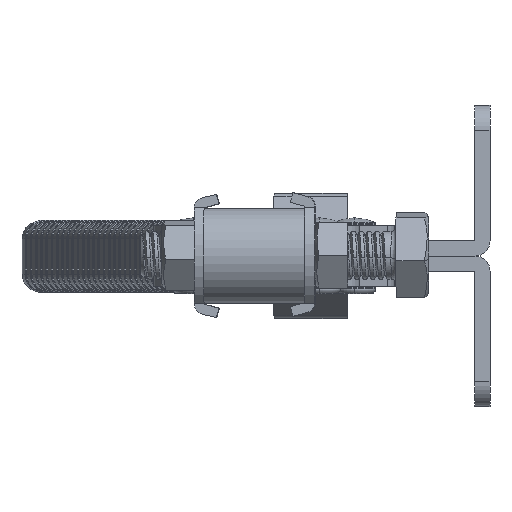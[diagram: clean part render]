
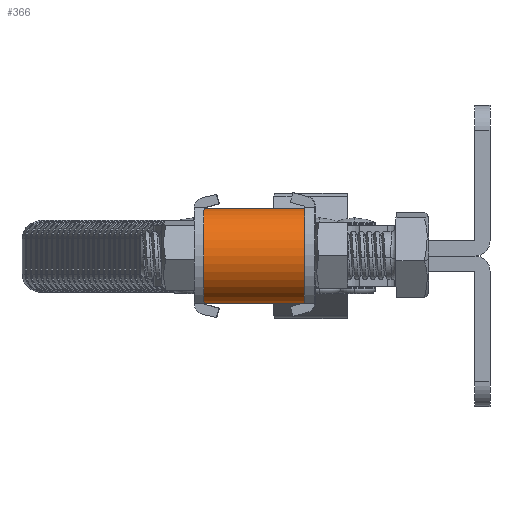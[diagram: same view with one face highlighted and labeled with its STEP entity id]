
A CAD part, left-side view. The second image highlights one B-rep face of the part: STEP entity #366.
In plain terms, the highlighted cylindrical face has radius 9.5 mm (diameter 19 mm), a partial arc.
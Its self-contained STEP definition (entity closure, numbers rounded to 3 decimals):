
#366 = ADVANCED_FACE ( 'NONE', ( #36037 ), #35036, .T. ) ;
#432 = DIRECTION ( 'NONE',  ( -1., 0., 0. ) ) ;
#874 = VERTEX_POINT ( 'NONE', #17894 ) ;
#2384 = AXIS2_PLACEMENT_3D ( 'NONE', #16450, #38341, #19617 ) ;
#2391 = VERTEX_POINT ( 'NONE', #36110 ) ;
#4463 = ORIENTED_EDGE ( 'NONE', *, *, #28846, .T. ) ;
#6176 = CARTESIAN_POINT ( 'NONE',  ( -4803.543, 1222.48, 9.5 ) ) ;
#6386 = CARTESIAN_POINT ( 'NONE',  ( -4803.543, 1232.98, 0. ) ) ;
#9468 = VECTOR ( 'NONE', #16791, 1000. ) ;
#9613 = EDGE_LOOP ( 'NONE', ( #4463, #23843, #35692, #14800 ) ) ;
#10434 = LINE ( 'NONE', #18013, #25109 ) ;
#13659 = CARTESIAN_POINT ( 'NONE',  ( -4803.543, 1222.48, 0. ) ) ;
#13939 = VERTEX_POINT ( 'NONE', #6386 ) ;
#14686 = CIRCLE ( 'NONE', #25829, 9.5 ) ;
#14800 = ORIENTED_EDGE ( 'NONE', *, *, #21203, .F. ) ;
#16450 = CARTESIAN_POINT ( 'NONE',  ( -4803.543, 1252.98, 9.5 ) ) ;
#16791 = DIRECTION ( 'NONE',  ( 0., -1., 0. ) ) ;
#17675 = EDGE_CURVE ( 'NONE', #23961, #13939, #14686, .T. ) ;
#17894 = CARTESIAN_POINT ( 'NONE',  ( -4803.543, 1252.98, 0. ) ) ;
#18013 = CARTESIAN_POINT ( 'NONE',  ( -4803.543, 1222.48, 19. ) ) ;
#19129 = DIRECTION ( 'NONE',  ( 0., -1., 0. ) ) ;
#19617 = DIRECTION ( 'NONE',  ( 0., 0., -1. ) ) ;
#21203 = EDGE_CURVE ( 'NONE', #874, #2391, #33524, .T. ) ;
#22000 = DIRECTION ( 'NONE',  ( 0., -1., 0. ) ) ;
#22517 = EDGE_CURVE ( 'NONE', #2391, #23961, #10434, .T. ) ;
#23843 = ORIENTED_EDGE ( 'NONE', *, *, #17675, .F. ) ;
#23961 = VERTEX_POINT ( 'NONE', #27445 ) ;
#24335 = DIRECTION ( 'NONE',  ( 0., -1., 0. ) ) ;
#25109 = VECTOR ( 'NONE', #24335, 1000. ) ;
#25152 = DIRECTION ( 'NONE',  ( 0., 0., -1. ) ) ;
#25829 = AXIS2_PLACEMENT_3D ( 'NONE', #37864, #19129, #432 ) ;
#27445 = CARTESIAN_POINT ( 'NONE',  ( -4803.543, 1232.98, 19. ) ) ;
#28846 = EDGE_CURVE ( 'NONE', #874, #13939, #34439, .T. ) ;
#33524 = CIRCLE ( 'NONE', #2384, 9.5 ) ;
#34439 = LINE ( 'NONE', #13659, #9468 ) ;
#34503 = AXIS2_PLACEMENT_3D ( 'NONE', #6176, #22000, #25152 ) ;
#35036 = CYLINDRICAL_SURFACE ( 'NONE', #34503, 9.5 ) ;
#35692 = ORIENTED_EDGE ( 'NONE', *, *, #22517, .F. ) ;
#36037 = FACE_OUTER_BOUND ( 'NONE', #9613, .T. ) ;
#36110 = CARTESIAN_POINT ( 'NONE',  ( -4803.543, 1252.98, 19. ) ) ;
#37864 = CARTESIAN_POINT ( 'NONE',  ( -4803.543, 1232.98, 9.5 ) ) ;
#38341 = DIRECTION ( 'NONE',  ( 0., 1., 0. ) ) ;
